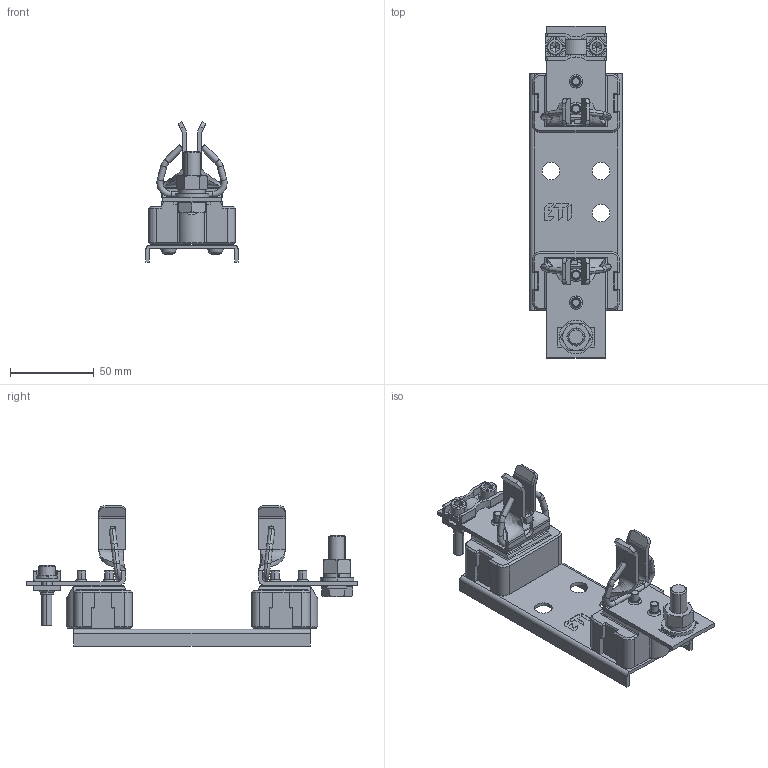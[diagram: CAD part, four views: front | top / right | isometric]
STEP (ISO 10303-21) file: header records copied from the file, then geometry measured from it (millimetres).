
FILE_DESCRIPTION((''),'2;1');
FILE_NAME('0000054267_ASM','2018-05-29T',('matic.bajda'),('Audax d.o.o.'),'CREO PARAMETRIC BY PTC INC, 2016260','CREO PARAMETRIC BY PTC INC, 2016260','');
FILE_SCHEMA(('AUTOMOTIVE_DESIGN { 1 0 10303 214 1 1 1 1 }'));
Products named in the file (18): 0000032526; 0000038637; 0000038447; 0000042864; 0000038645_AF0; 0000038645_AF1; 0000032606; 0000044574; 0000032607; 0000032604; 0000032603; 0000032605; 0000053839; 0000053840; 0000053822; 0000053842; 0000053841_ASM; 0000054267_ASM
Assembly tree (26 placements, depth 3):
  0000054267_ASM
    0000032526
    0000038637  x2
    0000038447
    0000042864
    0000038645_AF0
    0000038645_AF1
    0000032606  x4
    0000044574  x4
    0000032607
    0000032604
    0000032603
    0000032605
    0000053841_ASM
      0000053839
      0000053840
      0000053822  x2
      0000053842  x2
Bounding box: 55 x 198 x 83.6 mm (x, y, z)
Volume: 126977 mm3; surface area: 75789.6 mm2
Topology: 25 solids, 46 shells, 1064 faces, 2586 edges, 1600 vertices
Faces by surface type: plane 501, cylinder 329, cone 134, torus 54, bspline 30, sphere 16
Entity records: 53259 total; most frequent: CARTESIAN_POINT 26461, DIRECTION 3736, ORIENTED_EDGE 3422, PRESENTATION_STYLE_ASSIGNMENT 1765, STYLED_ITEM 1765, CURVE_STYLE 1737, EDGE_CURVE 1737, AXIS2_PLACEMENT_3D 1389
